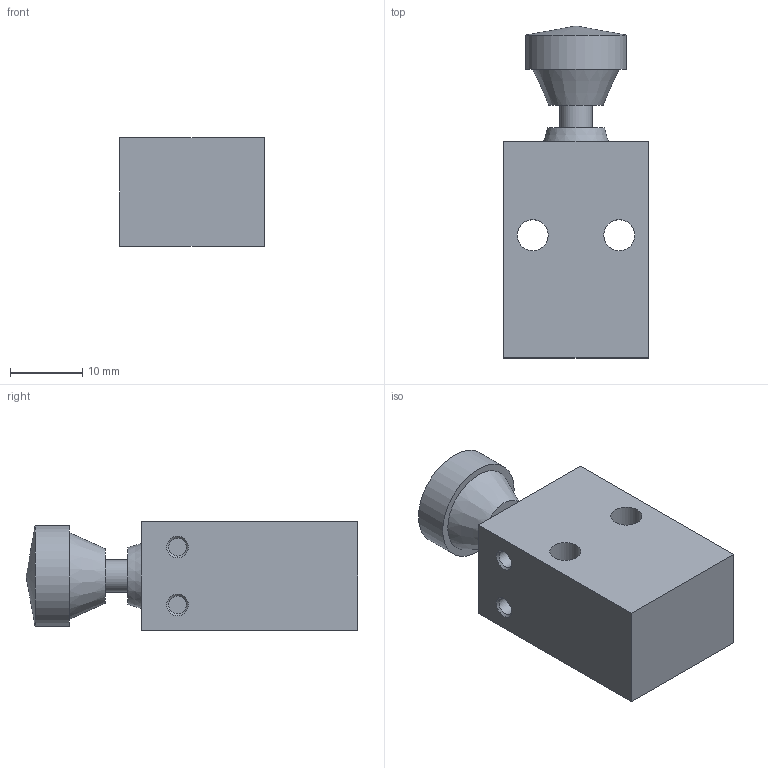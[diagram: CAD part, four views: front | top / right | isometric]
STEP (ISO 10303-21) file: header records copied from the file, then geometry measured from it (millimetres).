
FILE_DESCRIPTION(/* description */ ('STEP AP214'),/* implementation_level */ '2;1');
FILE_NAME(/* name */ '3660_K-3-M5',/* time_stamp */ '2024-08-28T07:36:05+02:00',/* author */ ('License CC BY-ND 4.0'),/* organization */ ('CADENAS'),/* preprocessor_version */ 'ST-DEVELOPER v19.3',/* originating_system */ 'PARTsolutions',/* authorisation */ ' ');
FILE_SCHEMA (('AUTOMOTIVE_DESIGN {1 0 10303 214 3 1 1}'));
Length unit declared in the file: millimetre
Products named in the file (1): 3660 K-3-M5---(0)
Bounding box: 20 x 46 x 15 mm (x, y, z)
Volume: 9664.7 mm3; surface area: 3957 mm2
Topology: 1 solids, 1 shells, 28 faces, 52 edges, 33 vertices
Faces by surface type: plane 13, cylinder 8, cone 7
Full cylindrical faces by diameter (mm): 2.459 x2, 4.134 x2, 4.3 x2, 4.5 x1, 14 x1
Entity records: 658 total; most frequent: DIRECTION 118, CARTESIAN_POINT 98, ORIENTED_EDGE 72, FACE_BOUND 55, EDGE_LOOP 54, AXIS2_PLACEMENT_3D 53, EDGE_CURVE 36, VERTEX_POINT 33
